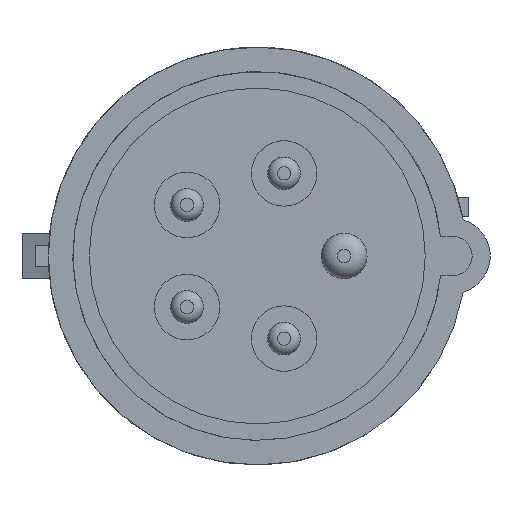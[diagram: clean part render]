
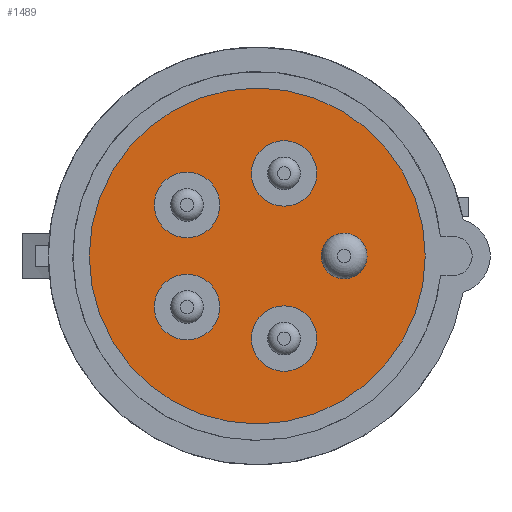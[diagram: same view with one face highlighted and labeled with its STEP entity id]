
A CAD part, front view. The second image highlights one B-rep face of the part: STEP entity #1489.
In plain terms, the highlighted face is planar.
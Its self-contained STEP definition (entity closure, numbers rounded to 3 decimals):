
#7 = AXIS2_PLACEMENT_3D ( 'NONE', #1575, #1786, #361 ) ;
#16 = CARTESIAN_POINT ( 'NONE',  ( -4.094, 5., 12.601 ) ) ;
#111 = PLANE ( 'NONE',  #1231 ) ;
#179 = CIRCLE ( 'NONE', #7, 5. ) ;
#199 = DIRECTION ( 'NONE',  ( 0., 0., -1. ) ) ;
#234 = EDGE_CURVE ( 'NONE', #470, #470, #2182, .T. ) ;
#254 = EDGE_LOOP ( 'NONE', ( #932 ) ) ;
#351 = CARTESIAN_POINT ( 'NONE',  ( -4.094, 5., -7.601 ) ) ;
#361 = DIRECTION ( 'NONE',  ( 0., 0., 1. ) ) ;
#393 = EDGE_CURVE ( 'NONE', #726, #726, #1436, .T. ) ;
#398 = DIRECTION ( 'NONE',  ( 0., 0., 1. ) ) ;
#401 = ORIENTED_EDGE ( 'NONE', *, *, #1062, .F. ) ;
#470 = VERTEX_POINT ( 'NONE', #1926 ) ;
#498 = AXIS2_PLACEMENT_3D ( 'NONE', #907, #1503, #1531 ) ;
#524 = DIRECTION ( 'NONE',  ( 0., 1., 0. ) ) ;
#690 = EDGE_CURVE ( 'NONE', #875, #875, #2400, .T. ) ;
#691 = CARTESIAN_POINT ( 'NONE',  ( 0., 5., 0. ) ) ;
#726 = VERTEX_POINT ( 'NONE', #1281 ) ;
#830 = EDGE_LOOP ( 'NONE', ( #401 ) ) ;
#875 = VERTEX_POINT ( 'NONE', #1317 ) ;
#889 = AXIS2_PLACEMENT_3D ( 'NONE', #1198, #2206, #1221 ) ;
#907 = CARTESIAN_POINT ( 'NONE',  ( 0., 5., 0. ) ) ;
#920 = CARTESIAN_POINT ( 'NONE',  ( 10.719, 5., 2.788 ) ) ;
#932 = ORIENTED_EDGE ( 'NONE', *, *, #690, .F. ) ;
#957 = VERTEX_POINT ( 'NONE', #351 ) ;
#959 = ORIENTED_EDGE ( 'NONE', *, *, #995, .F. ) ;
#966 = EDGE_LOOP ( 'NONE', ( #2343 ) ) ;
#995 = EDGE_CURVE ( 'NONE', #1714, #1714, #2474, .T. ) ;
#997 = EDGE_LOOP ( 'NONE', ( #959 ) ) ;
#1047 = DIRECTION ( 'NONE',  ( 0., 0., 1. ) ) ;
#1062 = EDGE_CURVE ( 'NONE', #1705, #1705, #1308, .T. ) ;
#1090 = FACE_OUTER_BOUND ( 'NONE', #966, .T. ) ;
#1182 = AXIS2_PLACEMENT_3D ( 'NONE', #16, #2211, #199 ) ;
#1198 = CARTESIAN_POINT ( 'NONE',  ( 10.719, 5., 7.788 ) ) ;
#1199 = EDGE_LOOP ( 'NONE', ( #2316 ) ) ;
#1221 = DIRECTION ( 'NONE',  ( 0., 0., -1. ) ) ;
#1231 = AXIS2_PLACEMENT_3D ( 'NONE', #691, #524, #1510 ) ;
#1281 = CARTESIAN_POINT ( 'NONE',  ( -4.094, 5., 7.601 ) ) ;
#1308 = CIRCLE ( 'NONE', #2141, 3.5 ) ;
#1317 = CARTESIAN_POINT ( 'NONE',  ( 10.719, 5., -2.788 ) ) ;
#1436 = CIRCLE ( 'NONE', #1182, 5. ) ;
#1469 = CARTESIAN_POINT ( 'NONE',  ( -13.25, 5., 3.5 ) ) ;
#1489 = ADVANCED_FACE ( 'NONE', ( #2070, #1679, #2472, #2325, #1928, #1090 ), #111, .T. ) ;
#1503 = DIRECTION ( 'NONE',  ( 0., -1., 0. ) ) ;
#1510 = DIRECTION ( 'NONE',  ( 0., 0., 1. ) ) ;
#1531 = DIRECTION ( 'NONE',  ( 0., 0., 1. ) ) ;
#1575 = CARTESIAN_POINT ( 'NONE',  ( -4.094, 5., -12.601 ) ) ;
#1611 = AXIS2_PLACEMENT_3D ( 'NONE', #2039, #1626, #398 ) ;
#1626 = DIRECTION ( 'NONE',  ( 0., 1., 0. ) ) ;
#1661 = CARTESIAN_POINT ( 'NONE',  ( -13.25, 5., 0. ) ) ;
#1679 = FACE_BOUND ( 'NONE', #1199, .T. ) ;
#1705 = VERTEX_POINT ( 'NONE', #1469 ) ;
#1714 = VERTEX_POINT ( 'NONE', #920 ) ;
#1786 = DIRECTION ( 'NONE',  ( 0., 1., 0. ) ) ;
#1833 = DIRECTION ( 'NONE',  ( 0., 1., 0. ) ) ;
#1926 = CARTESIAN_POINT ( 'NONE',  ( 0., 5., 25.625 ) ) ;
#1928 = FACE_BOUND ( 'NONE', #2404, .T. ) ;
#2000 = EDGE_CURVE ( 'NONE', #957, #957, #179, .T. ) ;
#2039 = CARTESIAN_POINT ( 'NONE',  ( 10.719, 5., -7.788 ) ) ;
#2070 = FACE_BOUND ( 'NONE', #830, .T. ) ;
#2141 = AXIS2_PLACEMENT_3D ( 'NONE', #1661, #1833, #1047 ) ;
#2182 = CIRCLE ( 'NONE', #498, 25.625 ) ;
#2206 = DIRECTION ( 'NONE',  ( 0., 1., 0. ) ) ;
#2211 = DIRECTION ( 'NONE',  ( 0., 1., 0. ) ) ;
#2316 = ORIENTED_EDGE ( 'NONE', *, *, #393, .F. ) ;
#2325 = FACE_BOUND ( 'NONE', #254, .T. ) ;
#2340 = ORIENTED_EDGE ( 'NONE', *, *, #2000, .F. ) ;
#2343 = ORIENTED_EDGE ( 'NONE', *, *, #234, .F. ) ;
#2400 = CIRCLE ( 'NONE', #1611, 5. ) ;
#2404 = EDGE_LOOP ( 'NONE', ( #2340 ) ) ;
#2472 = FACE_BOUND ( 'NONE', #997, .T. ) ;
#2474 = CIRCLE ( 'NONE', #889, 5. ) ;
